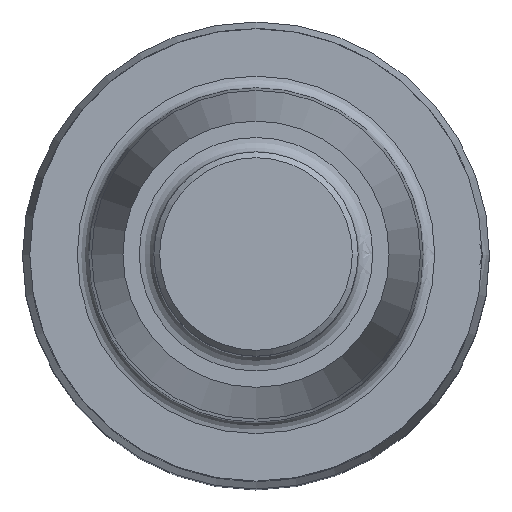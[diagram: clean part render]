
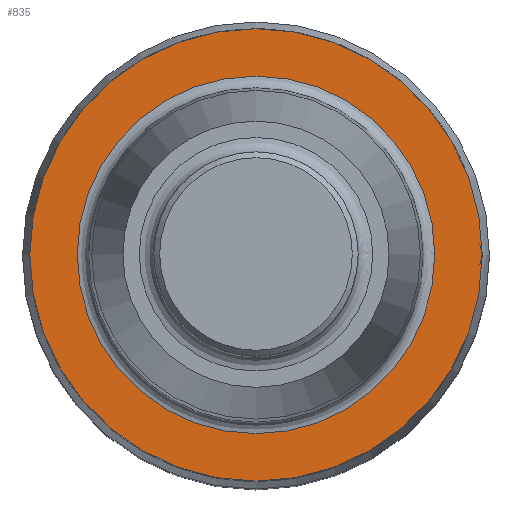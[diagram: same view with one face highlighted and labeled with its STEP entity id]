
A CAD part, top view. The second image highlights one B-rep face of the part: STEP entity #835.
In plain terms, the highlighted free-form (B-spline) face has degree [1, 1] with [2, 2] control points.
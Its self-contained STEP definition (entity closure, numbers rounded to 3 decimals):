
#25 = VERTEX_POINT('', #26);
#26 = CARTESIAN_POINT('', (7.75, 0., 0.));
#42 = EDGE_CURVE('', #25, #25, #43, .T.);
#43 = CIRCLE('', #44, 7.75);
#44 = AXIS2_PLACEMENT_3D('', #45, #46, #47);
#45 = CARTESIAN_POINT('', (0., 0., 0.));
#46 = DIRECTION('', (0., 0., 1.));
#47 = DIRECTION('', (1., 0., 0.));
#391 = VERTEX_POINT('', #392);
#392 = CARTESIAN_POINT('', (6.124, 0., 0.));
#418 = EDGE_CURVE('', #391, #391, #419, .T.);
#419 = CIRCLE('', #420, 6.124);
#420 = AXIS2_PLACEMENT_3D('', #421, #422, #423);
#421 = CARTESIAN_POINT('', (0., 0., 0.));
#422 = DIRECTION('', (0., 0., -1.));
#423 = DIRECTION('', (1., 0., 0.));
#835 = ADVANCED_FACE('', (#836, #839), #842, .T.);
#836 = FACE_OUTER_BOUND('', #837, .T.);
#837 = EDGE_LOOP('', (#838));
#838 = ORIENTED_EDGE('', *, *, #42, .T.);
#839 = FACE_BOUND('', #840, .T.);
#840 = EDGE_LOOP('', (#841));
#841 = ORIENTED_EDGE('', *, *, #418, .T.);
#842 = B_SPLINE_SURFACE_WITH_KNOTS('', 1, 1, ((#843, #844), (#845, #846)), .UNSPECIFIED., .F., .F., .U., (2, 2), (2, 2), (-7.751, 7.751), (-15.501, 0.001), .UNSPECIFIED.);
#843 = CARTESIAN_POINT('', (-7.751, -7.751, 0.));
#844 = CARTESIAN_POINT('', (-7.751, 7.751, 0.));
#845 = CARTESIAN_POINT('', (7.751, -7.751, 0.));
#846 = CARTESIAN_POINT('', (7.751, 7.751, 0.));
